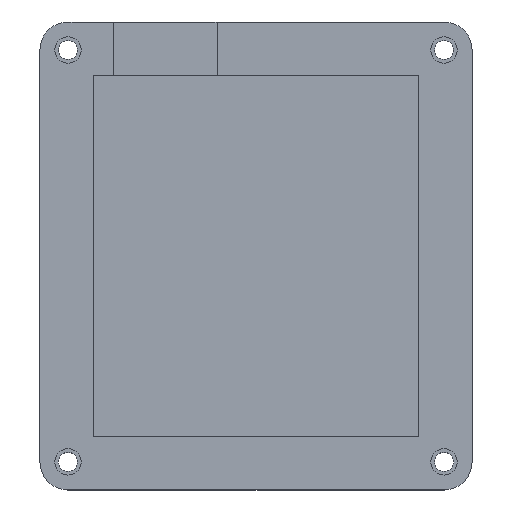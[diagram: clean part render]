
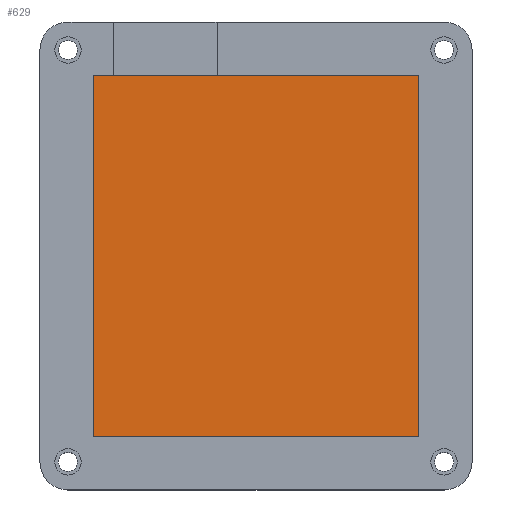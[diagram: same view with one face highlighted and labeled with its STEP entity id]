
A CAD part, top view. The second image highlights one B-rep face of the part: STEP entity #629.
In plain terms, the highlighted planar face has unit normal (0, 0, 1).
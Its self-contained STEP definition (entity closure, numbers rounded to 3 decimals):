
#47=PLANE('',#702);
#77=FACE_OUTER_BOUND('',#123,.T.);
#123=EDGE_LOOP('',(#517,#518,#519,#520));
#185=LINE('',#1051,#237);
#187=LINE('',#1055,#239);
#188=LINE('',#1057,#240);
#189=LINE('',#1058,#241);
#237=VECTOR('',#853,10.);
#239=VECTOR('',#857,10.);
#240=VECTOR('',#858,10.);
#241=VECTOR('',#859,10.);
#325=VERTEX_POINT('',#1048);
#326=VERTEX_POINT('',#1050);
#327=VERTEX_POINT('',#1054);
#328=VERTEX_POINT('',#1056);
#397=EDGE_CURVE('',#325,#326,#185,.T.);
#399=EDGE_CURVE('',#327,#325,#187,.T.);
#400=EDGE_CURVE('',#328,#327,#188,.T.);
#401=EDGE_CURVE('',#326,#328,#189,.T.);
#517=ORIENTED_EDGE('',*,*,#399,.F.);
#518=ORIENTED_EDGE('',*,*,#400,.F.);
#519=ORIENTED_EDGE('',*,*,#401,.F.);
#520=ORIENTED_EDGE('',*,*,#397,.F.);
#629=ADVANCED_FACE('',(#77),#47,.T.);
#702=AXIS2_PLACEMENT_3D('',#1053,#855,#856);
#853=DIRECTION('',(1.,0.,0.));
#855=DIRECTION('center_axis',(0.,0.,1.));
#856=DIRECTION('ref_axis',(1.,0.,0.));
#857=DIRECTION('',(0.,1.,0.));
#858=DIRECTION('',(-1.,0.,0.));
#859=DIRECTION('',(0.,-1.,0.));
#1048=CARTESIAN_POINT('',(0.,64.619,3.));
#1050=CARTESIAN_POINT('',(58.213,64.619,3.));
#1051=CARTESIAN_POINT('',(14.553,64.619,3.));
#1053=CARTESIAN_POINT('Origin',(29.106,32.309,3.));
#1054=CARTESIAN_POINT('',(0.,0.,3.));
#1055=CARTESIAN_POINT('',(0.,16.155,3.));
#1056=CARTESIAN_POINT('',(58.213,0.,3.));
#1057=CARTESIAN_POINT('',(43.659,0.,3.));
#1058=CARTESIAN_POINT('',(58.213,48.464,3.));
